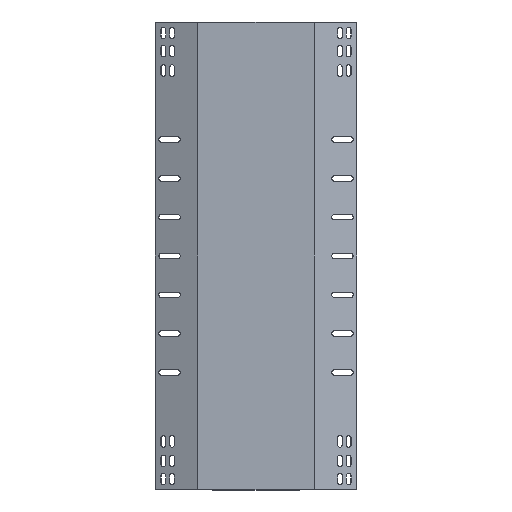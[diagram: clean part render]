
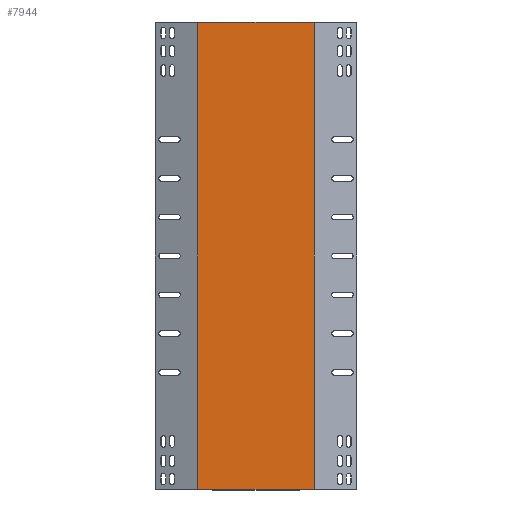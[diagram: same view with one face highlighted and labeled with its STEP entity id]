
A CAD part, front view. The second image highlights one B-rep face of the part: STEP entity #7944.
In plain terms, the highlighted planar face has unit normal (0, -1, 0).
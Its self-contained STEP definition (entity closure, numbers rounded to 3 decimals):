
#168 = VERTEX_POINT ( 'NONE', #5274 ) ;
#238 = LINE ( 'NONE', #9510, #9256 ) ;
#332 = EDGE_CURVE ( 'NONE', #168, #2173, #10270, .T. ) ;
#454 = ORIENTED_EDGE ( 'NONE', *, *, #332, .T. ) ;
#696 = EDGE_LOOP ( 'NONE', ( #5725, #9886, #9516, #454 ) ) ;
#721 = CARTESIAN_POINT ( 'NONE',  ( 53.141, -23.927, -325.8 ) ) ;
#1599 = DIRECTION ( 'NONE',  ( 0., 0., 1. ) ) ;
#1778 = CARTESIAN_POINT ( 'NONE',  ( -98.349, -23.927, 275.8 ) ) ;
#2173 = VERTEX_POINT ( 'NONE', #721 ) ;
#2941 = EDGE_CURVE ( 'NONE', #2173, #10283, #5816, .T. ) ;
#3268 = EDGE_CURVE ( 'NONE', #168, #7679, #238, .T. ) ;
#3378 = EDGE_CURVE ( 'NONE', #7679, #10283, #6063, .T. ) ;
#3394 = DIRECTION ( 'NONE',  ( 1., 0., 0. ) ) ;
#4712 = CARTESIAN_POINT ( 'NONE',  ( -98.349, -23.927, -325.8 ) ) ;
#5216 = VECTOR ( 'NONE', #3394, 1000. ) ;
#5274 = CARTESIAN_POINT ( 'NONE',  ( -97.377, -23.927, -325.8 ) ) ;
#5599 = CARTESIAN_POINT ( 'NONE',  ( 53.141, -23.927, 275.8 ) ) ;
#5725 = ORIENTED_EDGE ( 'NONE', *, *, #2941, .T. ) ;
#5816 = LINE ( 'NONE', #8946, #7192 ) ;
#6063 = LINE ( 'NONE', #1778, #5216 ) ;
#7168 = DIRECTION ( 'NONE',  ( 0., 1., 0. ) ) ;
#7192 = VECTOR ( 'NONE', #7386, 1000. ) ;
#7386 = DIRECTION ( 'NONE',  ( 0., 0., 1. ) ) ;
#7679 = VERTEX_POINT ( 'NONE', #8837 ) ;
#7944 = ADVANCED_FACE ( 'NONE', ( #8864 ), #7949, .F. ) ;
#7949 = PLANE ( 'NONE',  #9545 ) ;
#8837 = CARTESIAN_POINT ( 'NONE',  ( -97.377, -23.927, 275.8 ) ) ;
#8864 = FACE_OUTER_BOUND ( 'NONE', #696, .T. ) ;
#8946 = CARTESIAN_POINT ( 'NONE',  ( 53.141, -23.927, -326.657 ) ) ;
#9256 = VECTOR ( 'NONE', #9482, 1000. ) ;
#9482 = DIRECTION ( 'NONE',  ( 0., 0., 1. ) ) ;
#9510 = CARTESIAN_POINT ( 'NONE',  ( -97.377, -23.927, -326.657 ) ) ;
#9516 = ORIENTED_EDGE ( 'NONE', *, *, #3268, .F. ) ;
#9537 = CARTESIAN_POINT ( 'NONE',  ( -97.218, -23.927, 275. ) ) ;
#9545 = AXIS2_PLACEMENT_3D ( 'NONE', #9537, #7168, #1599 ) ;
#9886 = ORIENTED_EDGE ( 'NONE', *, *, #3378, .F. ) ;
#10016 = VECTOR ( 'NONE', #10242, 1000. ) ;
#10242 = DIRECTION ( 'NONE',  ( 1., 0., 0. ) ) ;
#10270 = LINE ( 'NONE', #4712, #10016 ) ;
#10283 = VERTEX_POINT ( 'NONE', #5599 ) ;
